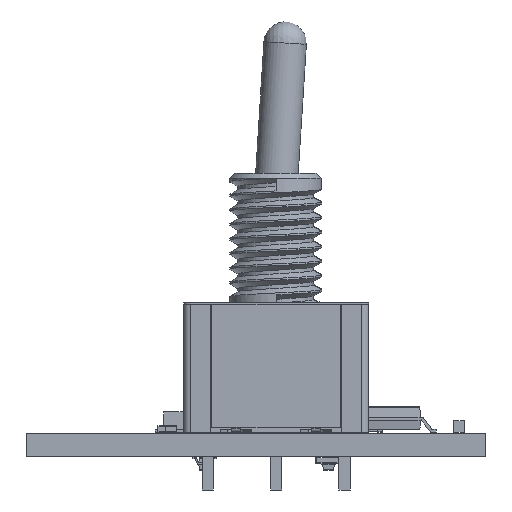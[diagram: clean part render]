
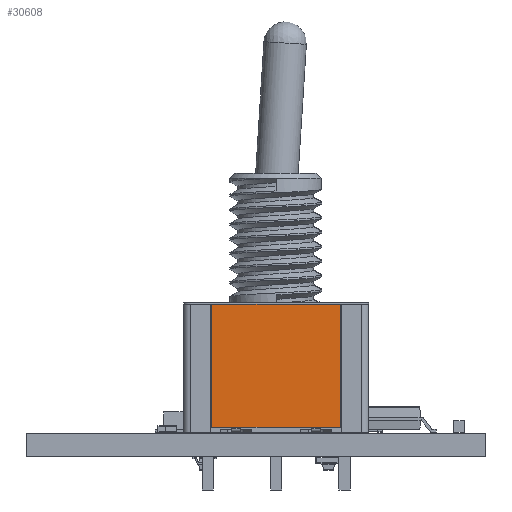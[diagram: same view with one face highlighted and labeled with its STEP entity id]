
A CAD part, front view. The second image highlights one B-rep face of the part: STEP entity #30608.
In plain terms, the highlighted face is planar.
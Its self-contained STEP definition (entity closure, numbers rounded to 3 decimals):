
#3372=FACE_OUTER_BOUND('',#5114,.T.);
#5114=EDGE_LOOP('',(#26535,#26536,#26537,#26538));
#8313=LINE('',#51116,#11704);
#8337=LINE('',#51172,#11728);
#8344=LINE('',#51199,#11735);
#8358=LINE('',#51241,#11749);
#11704=VECTOR('',#40658,1.);
#11728=VECTOR('',#40704,1.);
#11735=VECTOR('',#40715,1.);
#11749=VECTOR('',#40735,1.);
#14574=VERTEX_POINT('',#51113);
#14575=VERTEX_POINT('',#51115);
#14596=VERTEX_POINT('',#51171);
#14600=VERTEX_POINT('',#51197);
#18630=EDGE_CURVE('',#14575,#14574,#8313,.T.);
#18658=EDGE_CURVE('',#14596,#14575,#8337,.T.);
#18666=EDGE_CURVE('',#14600,#14574,#8344,.T.);
#18681=EDGE_CURVE('',#14596,#14600,#8358,.T.);
#26535=ORIENTED_EDGE('',*,*,#18658,.T.);
#26536=ORIENTED_EDGE('',*,*,#18630,.T.);
#26537=ORIENTED_EDGE('',*,*,#18666,.F.);
#26538=ORIENTED_EDGE('',*,*,#18681,.F.);
#29008=PLANE('',#33174);
#30608=ADVANCED_FACE('',(#3372),#29008,.F.);
#33174=AXIS2_PLACEMENT_3D('',#51240,#40733,#40734);
#40658=DIRECTION('',(0.,0.,-1.));
#40704=DIRECTION('',(0.,1.,0.));
#40715=DIRECTION('',(0.,1.,0.));
#40733=DIRECTION('center_axis',(1.,0.,0.));
#40734=DIRECTION('ref_axis',(0.,0.,-1.));
#40735=DIRECTION('',(0.,0.,-1.));
#51113=CARTESIAN_POINT('',(-3.43,8.79,-4.4));
#51115=CARTESIAN_POINT('',(-3.43,8.79,4.4));
#51116=CARTESIAN_POINT('',(-3.43,8.79,0.));
#51171=CARTESIAN_POINT('',(-3.43,0.35,4.4));
#51172=CARTESIAN_POINT('',(-3.43,4.57,4.4));
#51197=CARTESIAN_POINT('',(-3.43,0.35,-4.4));
#51199=CARTESIAN_POINT('',(-3.43,4.57,-4.4));
#51240=CARTESIAN_POINT('Origin',(-3.43,4.57,0.));
#51241=CARTESIAN_POINT('',(-3.43,0.35,0.));
